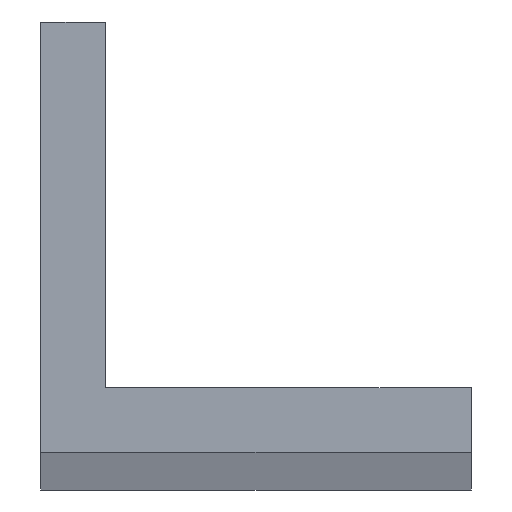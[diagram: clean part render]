
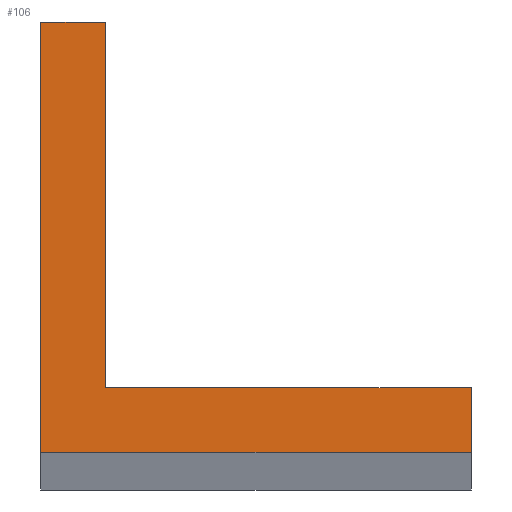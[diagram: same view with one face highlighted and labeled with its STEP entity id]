
A CAD part, top view. The second image highlights one B-rep face of the part: STEP entity #106.
In plain terms, the highlighted planar face has unit normal (0, 0, 1).
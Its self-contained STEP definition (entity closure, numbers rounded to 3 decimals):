
#21 = VECTOR ( 'NONE', #181, 1000. ) ;
#25 = LINE ( 'NONE', #182, #21 ) ;
#27 = VECTOR ( 'NONE', #186, 1000. ) ;
#28 = LINE ( 'NONE', #187, #27 ) ;
#40 = VECTOR ( 'NONE', #193, 1000. ) ;
#42 = VECTOR ( 'NONE', #207, 1000. ) ;
#43 = VECTOR ( 'NONE', #195, 1000. ) ;
#44 = LINE ( 'NONE', #194, #40 ) ;
#49 = VECTOR ( 'NONE', #200, 1000. ) ;
#52 = LINE ( 'NONE', #206, #43 ) ;
#59 = LINE ( 'NONE', #223, #42 ) ;
#68 = LINE ( 'NONE', #208, #49 ) ;
#78 = VERTEX_POINT ( 'NONE', #257 ) ;
#83 = VERTEX_POINT ( 'NONE', #153 ) ;
#84 = VERTEX_POINT ( 'NONE', #256 ) ;
#85 = VERTEX_POINT ( 'NONE', #204 ) ;
#87 = VERTEX_POINT ( 'NONE', #254 ) ;
#88 = VERTEX_POINT ( 'NONE', #252 ) ;
#106 = ADVANCED_FACE ( 'NONE', ( #132 ), #240, .T. ) ;
#115 = ORIENTED_EDGE ( 'NONE', *, *, #286, .T. ) ;
#119 = ORIENTED_EDGE ( 'NONE', *, *, #294, .T. ) ;
#128 = ORIENTED_EDGE ( 'NONE', *, *, #263, .T. ) ;
#132 = FACE_OUTER_BOUND ( 'NONE', #145, .T. ) ;
#145 = EDGE_LOOP ( 'NONE', ( #115, #128, #146, #149, #119, #150 ) ) ;
#146 = ORIENTED_EDGE ( 'NONE', *, *, #273, .T. ) ;
#149 = ORIENTED_EDGE ( 'NONE', *, *, #287, .T. ) ;
#150 = ORIENTED_EDGE ( 'NONE', *, *, #301, .T. ) ;
#153 = CARTESIAN_POINT ( 'NONE',  ( 1371.419, 904.254, 1000. ) ) ;
#181 = DIRECTION ( 'NONE',  ( 0., 1., 0. ) ) ;
#182 = CARTESIAN_POINT ( 'NONE',  ( 1374.419, 907.254, 1000. ) ) ;
#186 = DIRECTION ( 'NONE',  ( -1., 0., 0. ) ) ;
#187 = CARTESIAN_POINT ( 'NONE',  ( 1391.419, 907.254, 1000. ) ) ;
#193 = DIRECTION ( 'NONE',  ( 0., 1., 0. ) ) ;
#194 = CARTESIAN_POINT ( 'NONE',  ( 1391.419, 904.254, 1000. ) ) ;
#195 = DIRECTION ( 'NONE',  ( -1., 0., 0. ) ) ;
#200 = DIRECTION ( 'NONE',  ( 1., 0., 0. ) ) ;
#204 = CARTESIAN_POINT ( 'NONE',  ( 1374.419, 907.254, 1000. ) ) ;
#206 = CARTESIAN_POINT ( 'NONE',  ( 1371.419, 924.254, 1000. ) ) ;
#207 = DIRECTION ( 'NONE',  ( 0., -1., 0. ) ) ;
#208 = CARTESIAN_POINT ( 'NONE',  ( 1371.419, 904.254, 1000. ) ) ;
#223 = CARTESIAN_POINT ( 'NONE',  ( 1371.419, 924.254, 1000. ) ) ;
#237 = DIRECTION ( 'NONE',  ( 1., 0., 0. ) ) ;
#238 = DIRECTION ( 'NONE',  ( 0., 0., 1. ) ) ;
#240 = PLANE ( 'NONE',  #302 ) ;
#248 = CARTESIAN_POINT ( 'NONE',  ( 1374.419, 924.254, 1000. ) ) ;
#252 = CARTESIAN_POINT ( 'NONE',  ( 1391.419, 907.254, 1000. ) ) ;
#254 = CARTESIAN_POINT ( 'NONE',  ( 1391.419, 904.254, 1000. ) ) ;
#256 = CARTESIAN_POINT ( 'NONE',  ( 1374.419, 924.254, 1000. ) ) ;
#257 = CARTESIAN_POINT ( 'NONE',  ( 1371.419, 924.254, 1000. ) ) ;
#263 = EDGE_CURVE ( 'NONE', #78, #83, #59, .T. ) ;
#273 = EDGE_CURVE ( 'NONE', #83, #87, #68, .T. ) ;
#286 = EDGE_CURVE ( 'NONE', #84, #78, #52, .T. ) ;
#287 = EDGE_CURVE ( 'NONE', #87, #88, #44, .T. ) ;
#294 = EDGE_CURVE ( 'NONE', #88, #85, #28, .T. ) ;
#301 = EDGE_CURVE ( 'NONE', #85, #84, #25, .T. ) ;
#302 = AXIS2_PLACEMENT_3D ( 'NONE', #248, #238, #237 ) ;
